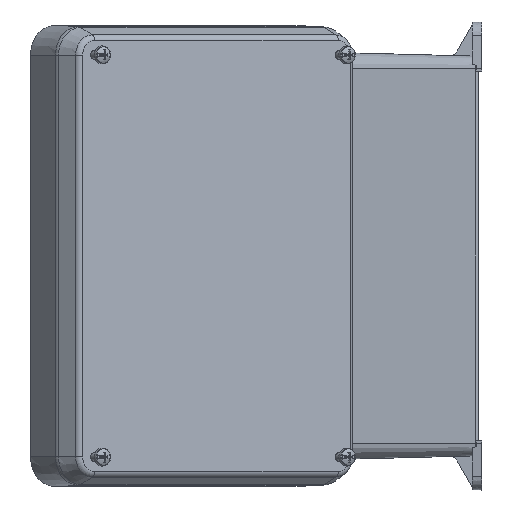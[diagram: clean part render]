
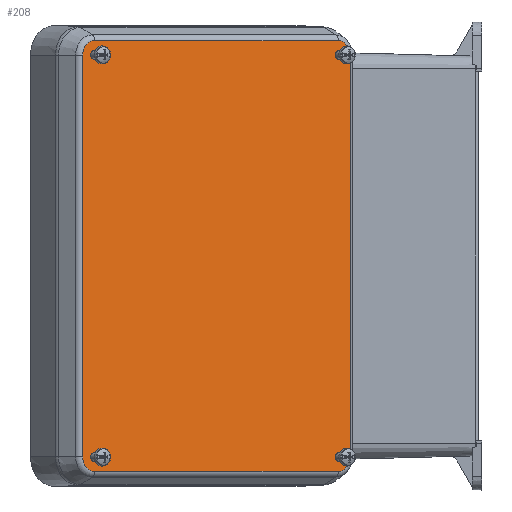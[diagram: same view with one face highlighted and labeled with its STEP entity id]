
A CAD part, left-side view. The second image highlights one B-rep face of the part: STEP entity #208.
In plain terms, the highlighted face is planar.
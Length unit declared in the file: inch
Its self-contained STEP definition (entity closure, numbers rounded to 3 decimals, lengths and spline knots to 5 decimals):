
#105 = VECTOR ( 'NONE', #1185, 39.37008 ) ;
#208 = ADVANCED_FACE ( 'NONE', ( #14080, #9539, #4325, #8949, #18708 ), #24677, .F. ) ;
#233 = DIRECTION ( 'NONE',  ( 0., 0., 1. ) ) ;
#442 = EDGE_CURVE ( 'NONE', #1421, #4161, #15586, .T. ) ;
#575 = AXIS2_PLACEMENT_3D ( 'NONE', #24809, #13124, #1399 ) ;
#886 = ORIENTED_EDGE ( 'NONE', *, *, #17469, .F. ) ;
#1185 = DIRECTION ( 'NONE',  ( 0., 0., -1. ) ) ;
#1346 = VECTOR ( 'NONE', #14789, 39.37008 ) ;
#1399 = DIRECTION ( 'NONE',  ( 0., 0., -1. ) ) ;
#1421 = VERTEX_POINT ( 'NONE', #10868 ) ;
#1786 = DIRECTION ( 'NONE',  ( 0., 0., 1. ) ) ;
#2148 = EDGE_LOOP ( 'NONE', ( #23787 ) ) ;
#2231 = AXIS2_PLACEMENT_3D ( 'NONE', #8555, #22204, #10514 ) ;
#2245 = DIRECTION ( 'NONE',  ( 0., 1., 0. ) ) ;
#2590 = AXIS2_PLACEMENT_3D ( 'NONE', #8980, #22634, #10927 ) ;
#2702 = DIRECTION ( 'NONE',  ( 0., 0., -1. ) ) ;
#2803 = ORIENTED_EDGE ( 'NONE', *, *, #9139, .T. ) ;
#2821 = VERTEX_POINT ( 'NONE', #24160 ) ;
#3695 = AXIS2_PLACEMENT_3D ( 'NONE', #7113, #20745, #9073 ) ;
#4161 = VERTEX_POINT ( 'NONE', #7027 ) ;
#4325 = FACE_BOUND ( 'NONE', #22577, .T. ) ;
#4353 = AXIS2_PLACEMENT_3D ( 'NONE', #4489, #16266, #2702 ) ;
#4489 = CARTESIAN_POINT ( 'NONE',  ( 3.0625, 1.378, 4.0675 ) ) ;
#4808 = AXIS2_PLACEMENT_3D ( 'NONE', #13932, #2245, #15899 ) ;
#4890 = EDGE_CURVE ( 'NONE', #2821, #2821, #5650, .T. ) ;
#5048 = CARTESIAN_POINT ( 'NONE',  ( 3.0625, 1.378, 4.0675 ) ) ;
#5650 = CIRCLE ( 'NONE', #16424, 0.086 ) ;
#5752 = CARTESIAN_POINT ( 'NONE',  ( -3.35911, 1.378, -4.0675 ) ) ;
#6637 = ORIENTED_EDGE ( 'NONE', *, *, #22034, .T. ) ;
#7027 = CARTESIAN_POINT ( 'NONE',  ( 3.35911, 1.378, 4.0675 ) ) ;
#7113 = CARTESIAN_POINT ( 'NONE',  ( 3.0625, 1.378, -4.0675 ) ) ;
#7204 = LINE ( 'NONE', #24552, #1346 ) ;
#7295 = CIRCLE ( 'NONE', #3695, 0.29661 ) ;
#7556 = CIRCLE ( 'NONE', #2231, 0.29661 ) ;
#8555 = CARTESIAN_POINT ( 'NONE',  ( -3.0625, 1.378, -4.0675 ) ) ;
#8949 = FACE_BOUND ( 'NONE', #11629, .T. ) ;
#8980 = CARTESIAN_POINT ( 'NONE',  ( 3.075, 1.378, 4.075 ) ) ;
#9073 = DIRECTION ( 'NONE',  ( 0., 0., -1. ) ) ;
#9139 = EDGE_CURVE ( 'NONE', #20281, #18688, #7556, .T. ) ;
#9274 = AXIS2_PLACEMENT_3D ( 'NONE', #5048, #11643, #20828 ) ;
#9539 = FACE_BOUND ( 'NONE', #14329, .T. ) ;
#10514 = DIRECTION ( 'NONE',  ( 0., 0., -1. ) ) ;
#10792 = DIRECTION ( 'NONE',  ( 1., 0., 0. ) ) ;
#10868 = CARTESIAN_POINT ( 'NONE',  ( 3.0625, 1.378, 4.36411 ) ) ;
#10927 = DIRECTION ( 'NONE',  ( 0., 0., 1. ) ) ;
#11582 = CARTESIAN_POINT ( 'NONE',  ( -3.075, 1.378, -4.075 ) ) ;
#11629 = EDGE_LOOP ( 'NONE', ( #20052 ) ) ;
#11643 = DIRECTION ( 'NONE',  ( 0., -1., 0. ) ) ;
#11776 = ORIENTED_EDGE ( 'NONE', *, *, #4890, .F. ) ;
#12098 = VECTOR ( 'NONE', #233, 39.37008 ) ;
#12220 = VERTEX_POINT ( 'NONE', #23071 ) ;
#12404 = EDGE_LOOP ( 'NONE', ( #14003, #19313, #6637, #2803, #21938, #18554, #19949, #13943 ) ) ;
#12574 = EDGE_CURVE ( 'NONE', #4161, #19668, #20265, .T. ) ;
#12586 = CIRCLE ( 'NONE', #13807, 0.086 ) ;
#12990 = CARTESIAN_POINT ( 'NONE',  ( 3.35911, 1.378, -4.0675 ) ) ;
#13124 = DIRECTION ( 'NONE',  ( 0., 1., 0. ) ) ;
#13135 = EDGE_CURVE ( 'NONE', #13204, #13204, #24532, .T. ) ;
#13204 = VERTEX_POINT ( 'NONE', #14912 ) ;
#13386 = CARTESIAN_POINT ( 'NONE',  ( -3.075, 1.378, 4.161 ) ) ;
#13480 = DIRECTION ( 'NONE',  ( 0., 1., 0. ) ) ;
#13511 = DIRECTION ( 'NONE',  ( 0., 0., 1. ) ) ;
#13807 = AXIS2_PLACEMENT_3D ( 'NONE', #25170, #13480, #1786 ) ;
#13851 = EDGE_CURVE ( 'NONE', #19668, #22954, #7295, .T. ) ;
#13932 = CARTESIAN_POINT ( 'NONE',  ( 3.075, 1.378, -4.075 ) ) ;
#13943 = ORIENTED_EDGE ( 'NONE', *, *, #442, .T. ) ;
#14003 = ORIENTED_EDGE ( 'NONE', *, *, #12574, .T. ) ;
#14080 = FACE_BOUND ( 'NONE', #2148, .T. ) ;
#14329 = EDGE_LOOP ( 'NONE', ( #11776 ) ) ;
#14609 = CARTESIAN_POINT ( 'NONE',  ( -3.35911, 1.378, 4.0675 ) ) ;
#14789 = DIRECTION ( 'NONE',  ( -1., 0., 0. ) ) ;
#14896 = CIRCLE ( 'NONE', #2590, 0.086 ) ;
#14912 = CARTESIAN_POINT ( 'NONE',  ( 3.075, 1.378, -3.989 ) ) ;
#15586 = CIRCLE ( 'NONE', #4353, 0.29661 ) ;
#15603 = VERTEX_POINT ( 'NONE', #13386 ) ;
#15899 = DIRECTION ( 'NONE',  ( 0., 0., 1. ) ) ;
#16266 = DIRECTION ( 'NONE',  ( 0., 1., 0. ) ) ;
#16424 = AXIS2_PLACEMENT_3D ( 'NONE', #11582, #25209, #13511 ) ;
#17391 = CARTESIAN_POINT ( 'NONE',  ( -3.0625, 1.378, -4.36411 ) ) ;
#17469 = EDGE_CURVE ( 'NONE', #15603, #15603, #12586, .T. ) ;
#17754 = CARTESIAN_POINT ( 'NONE',  ( -3.35911, 1.378, 4.0675 ) ) ;
#17921 = EDGE_CURVE ( 'NONE', #20695, #12220, #22638, .T. ) ;
#18554 = ORIENTED_EDGE ( 'NONE', *, *, #17921, .T. ) ;
#18688 = VERTEX_POINT ( 'NONE', #5752 ) ;
#18708 = FACE_OUTER_BOUND ( 'NONE', #12404, .T. ) ;
#18941 = VECTOR ( 'NONE', #10792, 39.37008 ) ;
#19313 = ORIENTED_EDGE ( 'NONE', *, *, #13851, .T. ) ;
#19519 = LINE ( 'NONE', #20497, #18941 ) ;
#19668 = VERTEX_POINT ( 'NONE', #21173 ) ;
#19949 = ORIENTED_EDGE ( 'NONE', *, *, #22545, .T. ) ;
#20052 = ORIENTED_EDGE ( 'NONE', *, *, #20122, .F. ) ;
#20122 = EDGE_CURVE ( 'NONE', #22960, #22960, #14896, .T. ) ;
#20265 = LINE ( 'NONE', #12990, #105 ) ;
#20281 = VERTEX_POINT ( 'NONE', #17391 ) ;
#20497 = CARTESIAN_POINT ( 'NONE',  ( 3.0625, 1.378, 4.36411 ) ) ;
#20695 = VERTEX_POINT ( 'NONE', #14609 ) ;
#20745 = DIRECTION ( 'NONE',  ( 0., 1., 0. ) ) ;
#20828 = DIRECTION ( 'NONE',  ( 0., 0., -1. ) ) ;
#21173 = CARTESIAN_POINT ( 'NONE',  ( 3.35911, 1.378, -4.0675 ) ) ;
#21562 = EDGE_CURVE ( 'NONE', #18688, #20695, #22504, .T. ) ;
#21938 = ORIENTED_EDGE ( 'NONE', *, *, #21562, .T. ) ;
#22034 = EDGE_CURVE ( 'NONE', #22954, #20281, #7204, .T. ) ;
#22204 = DIRECTION ( 'NONE',  ( 0., 1., 0. ) ) ;
#22504 = LINE ( 'NONE', #17754, #12098 ) ;
#22545 = EDGE_CURVE ( 'NONE', #12220, #1421, #19519, .T. ) ;
#22577 = EDGE_LOOP ( 'NONE', ( #886 ) ) ;
#22634 = DIRECTION ( 'NONE',  ( 0., 1., 0. ) ) ;
#22638 = CIRCLE ( 'NONE', #575, 0.29661 ) ;
#22954 = VERTEX_POINT ( 'NONE', #23727 ) ;
#22960 = VERTEX_POINT ( 'NONE', #23279 ) ;
#23071 = CARTESIAN_POINT ( 'NONE',  ( -3.0625, 1.378, 4.36411 ) ) ;
#23279 = CARTESIAN_POINT ( 'NONE',  ( 3.075, 1.378, 4.161 ) ) ;
#23727 = CARTESIAN_POINT ( 'NONE',  ( 3.0625, 1.378, -4.36411 ) ) ;
#23787 = ORIENTED_EDGE ( 'NONE', *, *, #13135, .F. ) ;
#24160 = CARTESIAN_POINT ( 'NONE',  ( -3.075, 1.378, -3.989 ) ) ;
#24532 = CIRCLE ( 'NONE', #4808, 0.086 ) ;
#24552 = CARTESIAN_POINT ( 'NONE',  ( -3.0625, 1.378, -4.36411 ) ) ;
#24677 = PLANE ( 'NONE',  #9274 ) ;
#24809 = CARTESIAN_POINT ( 'NONE',  ( -3.0625, 1.378, 4.0675 ) ) ;
#25170 = CARTESIAN_POINT ( 'NONE',  ( -3.075, 1.378, 4.075 ) ) ;
#25209 = DIRECTION ( 'NONE',  ( 0., 1., 0. ) ) ;
